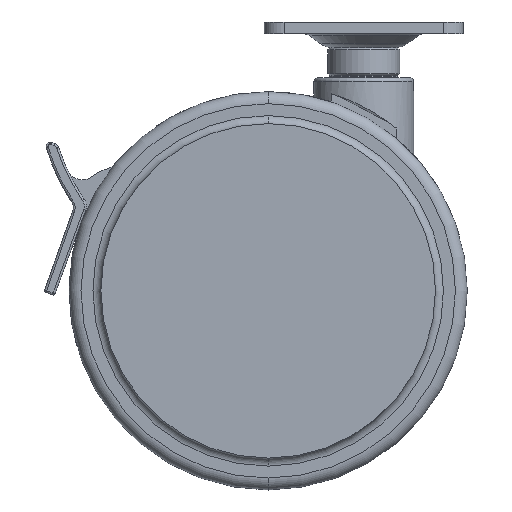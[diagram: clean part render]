
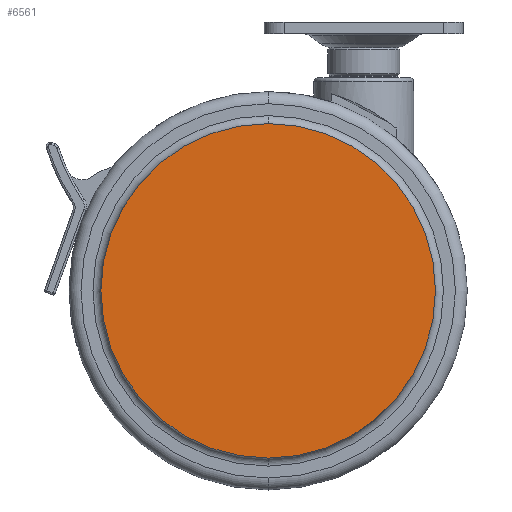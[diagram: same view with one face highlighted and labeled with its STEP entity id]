
A CAD part, front view. The second image highlights one B-rep face of the part: STEP entity #6561.
In plain terms, the highlighted planar face has unit normal (0, -1, 0).
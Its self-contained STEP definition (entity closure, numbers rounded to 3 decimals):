
#279 = CARTESIAN_POINT ( 'NONE',  ( -24., -23.5, -11.5 ) ) ;
#334 = DIRECTION ( 'NONE',  ( 0., 0., 1. ) ) ;
#728 = AXIS2_PLACEMENT_3D ( 'NONE', #1651, #6309, #2317 ) ;
#1118 = EDGE_CURVE ( 'NONE', #6137, #3713, #4316, .T. ) ;
#1252 = CARTESIAN_POINT ( 'NONE',  ( -24., -23.5, -53.5 ) ) ;
#1629 = DIRECTION ( 'NONE',  ( 0., 1., 0. ) ) ;
#1651 = CARTESIAN_POINT ( 'NONE',  ( -24., -23.5, -53.5 ) ) ;
#1692 = CARTESIAN_POINT ( 'NONE',  ( -24., -23.5, -95.5 ) ) ;
#1947 = DIRECTION ( 'NONE',  ( 0., -1., 0. ) ) ;
#1948 = CIRCLE ( 'NONE', #728, 42. ) ;
#2317 = DIRECTION ( 'NONE',  ( 0., 0., -1. ) ) ;
#2593 = DIRECTION ( 'NONE',  ( 0., 0., -1. ) ) ;
#2960 = CARTESIAN_POINT ( 'NONE',  ( -66., -23.5, -53.5 ) ) ;
#3713 = VERTEX_POINT ( 'NONE', #1692 ) ;
#3739 = EDGE_LOOP ( 'NONE', ( #8071, #6548 ) ) ;
#4316 = CIRCLE ( 'NONE', #6185, 42. ) ;
#6137 = VERTEX_POINT ( 'NONE', #279 ) ;
#6185 = AXIS2_PLACEMENT_3D ( 'NONE', #1252, #1947, #2593 ) ;
#6309 = DIRECTION ( 'NONE',  ( 0., -1., 0. ) ) ;
#6548 = ORIENTED_EDGE ( 'NONE', *, *, #1118, .T. ) ;
#6561 = ADVANCED_FACE ( 'NONE', ( #8464 ), #8294, .F. ) ;
#7699 = EDGE_CURVE ( 'NONE', #3713, #6137, #1948, .T. ) ;
#7951 = AXIS2_PLACEMENT_3D ( 'NONE', #2960, #1629, #334 ) ;
#8071 = ORIENTED_EDGE ( 'NONE', *, *, #7699, .T. ) ;
#8294 = PLANE ( 'NONE',  #7951 ) ;
#8464 = FACE_OUTER_BOUND ( 'NONE', #3739, .T. ) ;
